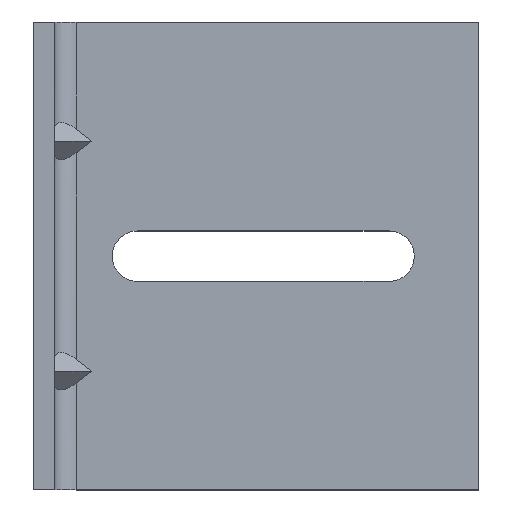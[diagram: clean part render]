
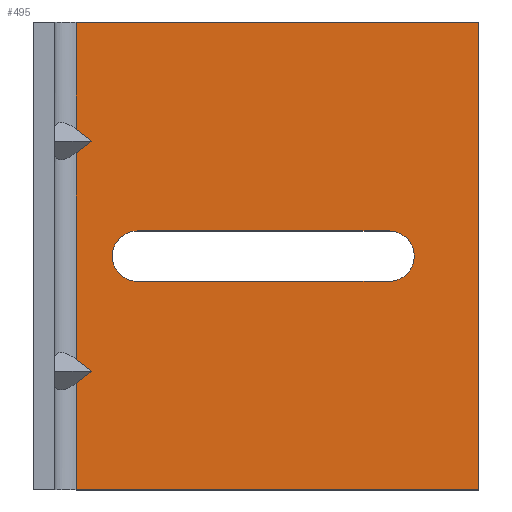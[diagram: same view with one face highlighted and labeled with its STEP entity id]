
A CAD part, top view. The second image highlights one B-rep face of the part: STEP entity #495.
In plain terms, the highlighted planar face has unit normal (0, 0, 1).
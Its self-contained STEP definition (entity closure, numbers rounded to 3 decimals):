
#22=FACE_BOUND('',#105,.T.);
#45=PLANE('',#563);
#71=FACE_OUTER_BOUND('',#104,.T.);
#104=EDGE_LOOP('',(#431,#432,#433,#434,#435,#436,#437,#438,#439,#440));
#105=EDGE_LOOP('',(#441,#442,#443,#444));
#112=LINE('',#725,#158);
#116=LINE('',#735,#162);
#121=LINE('',#767,#167);
#124=LINE('',#775,#170);
#130=LINE('',#790,#176);
#133=LINE('',#799,#179);
#140=LINE('',#816,#186);
#142=LINE('',#820,#188);
#147=LINE('',#836,#193);
#148=LINE('',#841,#194);
#151=LINE('',#845,#197);
#152=LINE('',#846,#198);
#158=VECTOR('',#580,10.);
#162=VECTOR('',#592,10.);
#167=VECTOR('',#627,10.);
#170=VECTOR('',#634,10.);
#176=VECTOR('',#646,10.);
#179=VECTOR('',#655,10.);
#186=VECTOR('',#670,10.);
#188=VECTOR('',#674,10.);
#193=VECTOR('',#691,10.);
#194=VECTOR('',#696,10.);
#197=VECTOR('',#701,10.);
#198=VECTOR('',#702,10.);
#202=CIRCLE('',#521,3.5);
#204=CIRCLE('',#525,3.5);
#217=VERTEX_POINT('',#716);
#218=VERTEX_POINT('',#718);
#220=VERTEX_POINT('',#724);
#222=VERTEX_POINT('',#730);
#233=VERTEX_POINT('',#765);
#234=VERTEX_POINT('',#766);
#237=VERTEX_POINT('',#774);
#243=VERTEX_POINT('',#789);
#246=VERTEX_POINT('',#797);
#252=VERTEX_POINT('',#815);
#253=VERTEX_POINT('',#819);
#258=VERTEX_POINT('',#835);
#259=VERTEX_POINT('',#839);
#260=VERTEX_POINT('',#840);
#263=EDGE_CURVE('',#218,#217,#202,.T.);
#266=EDGE_CURVE('',#220,#218,#112,.T.);
#269=EDGE_CURVE('',#222,#220,#204,.T.);
#272=EDGE_CURVE('',#217,#222,#116,.T.);
#286=EDGE_CURVE('',#233,#234,#121,.T.);
#290=EDGE_CURVE('',#237,#233,#124,.T.);
#297=EDGE_CURVE('',#243,#237,#130,.T.);
#302=EDGE_CURVE('',#234,#246,#133,.T.);
#310=EDGE_CURVE('',#252,#243,#140,.T.);
#312=EDGE_CURVE('',#253,#252,#142,.T.);
#320=EDGE_CURVE('',#258,#253,#147,.T.);
#322=EDGE_CURVE('',#259,#260,#148,.T.);
#325=EDGE_CURVE('',#260,#246,#151,.T.);
#326=EDGE_CURVE('',#258,#259,#152,.T.);
#431=ORIENTED_EDGE('',*,*,#286,.T.);
#432=ORIENTED_EDGE('',*,*,#302,.T.);
#433=ORIENTED_EDGE('',*,*,#325,.F.);
#434=ORIENTED_EDGE('',*,*,#322,.F.);
#435=ORIENTED_EDGE('',*,*,#326,.F.);
#436=ORIENTED_EDGE('',*,*,#320,.T.);
#437=ORIENTED_EDGE('',*,*,#312,.T.);
#438=ORIENTED_EDGE('',*,*,#310,.T.);
#439=ORIENTED_EDGE('',*,*,#297,.T.);
#440=ORIENTED_EDGE('',*,*,#290,.T.);
#441=ORIENTED_EDGE('',*,*,#263,.T.);
#442=ORIENTED_EDGE('',*,*,#272,.T.);
#443=ORIENTED_EDGE('',*,*,#269,.T.);
#444=ORIENTED_EDGE('',*,*,#266,.T.);
#495=ADVANCED_FACE('',(#71,#22),#45,.T.);
#521=AXIS2_PLACEMENT_3D('',#719,#574,#575);
#525=AXIS2_PLACEMENT_3D('',#731,#586,#587);
#563=AXIS2_PLACEMENT_3D('',#844,#699,#700);
#574=DIRECTION('center_axis',(0.,0.,-1.));
#575=DIRECTION('ref_axis',(0.,-1.,0.));
#580=DIRECTION('',(-1.,0.,0.));
#586=DIRECTION('center_axis',(0.,0.,-1.));
#587=DIRECTION('ref_axis',(0.,1.,0.));
#592=DIRECTION('',(1.,0.,0.));
#627=DIRECTION('',(-0.791,-0.612,0.));
#634=DIRECTION('',(0.791,-0.612,0.));
#646=DIRECTION('',(0.,-1.,0.));
#655=DIRECTION('',(0.,-1.,0.));
#670=DIRECTION('',(-0.791,-0.612,0.));
#674=DIRECTION('',(0.791,-0.612,0.));
#691=DIRECTION('',(0.,-1.,0.));
#696=DIRECTION('',(0.,-1.,0.));
#699=DIRECTION('center_axis',(0.,0.,1.));
#700=DIRECTION('ref_axis',(1.,0.,0.));
#701=DIRECTION('',(-1.,0.,0.));
#702=DIRECTION('',(1.,0.,0.));
#716=CARTESIAN_POINT('',(14.5,3.5,3.));
#718=CARTESIAN_POINT('',(14.5,-3.5,3.));
#719=CARTESIAN_POINT('Origin',(14.5,0.,3.));
#724=CARTESIAN_POINT('',(49.5,-3.5,3.));
#725=CARTESIAN_POINT('',(22.75,-3.5,3.));
#730=CARTESIAN_POINT('',(49.5,3.5,3.));
#731=CARTESIAN_POINT('Origin',(49.5,0.,3.));
#735=CARTESIAN_POINT('',(40.25,3.5,3.));
#765=CARTESIAN_POINT('',(8.121,-16.,3.));
#766=CARTESIAN_POINT('',(6.,-17.64,3.));
#767=CARTESIAN_POINT('',(8.831,-15.452,3.));
#774=CARTESIAN_POINT('',(6.,-14.36,3.));
#775=CARTESIAN_POINT('',(10.609,-17.923,3.));
#789=CARTESIAN_POINT('',(6.,14.36,3.));
#790=CARTESIAN_POINT('',(6.,16.25,3.));
#797=CARTESIAN_POINT('',(6.,-32.5,3.));
#799=CARTESIAN_POINT('',(6.,16.25,3.));
#815=CARTESIAN_POINT('',(8.121,16.,3.));
#816=CARTESIAN_POINT('',(10.609,17.923,3.));
#819=CARTESIAN_POINT('',(6.,17.64,3.));
#820=CARTESIAN_POINT('',(8.831,15.452,3.));
#835=CARTESIAN_POINT('',(6.,32.5,3.));
#836=CARTESIAN_POINT('',(6.,16.25,3.));
#839=CARTESIAN_POINT('',(62.,32.5,3.));
#840=CARTESIAN_POINT('',(62.,-32.5,3.));
#841=CARTESIAN_POINT('',(62.,-32.5,3.));
#844=CARTESIAN_POINT('Origin',(31.,0.,3.));
#845=CARTESIAN_POINT('',(0.,-32.5,3.));
#846=CARTESIAN_POINT('',(62.,32.5,3.));
